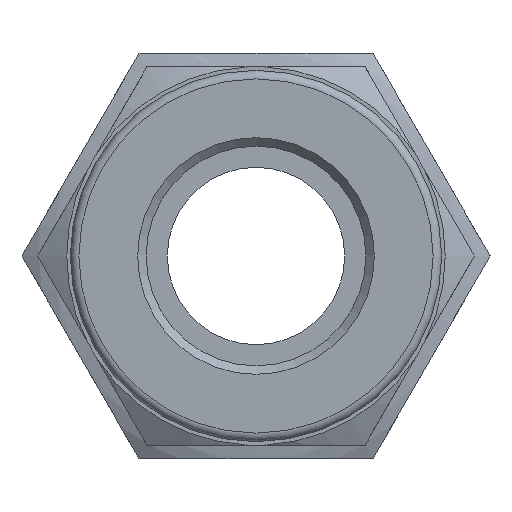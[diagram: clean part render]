
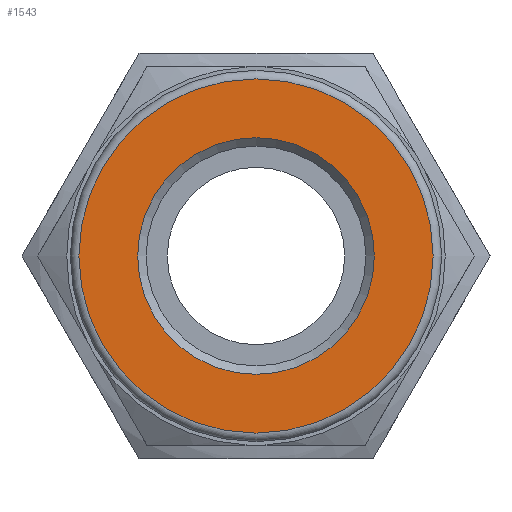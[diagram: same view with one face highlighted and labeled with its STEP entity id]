
A CAD part, left-side view. The second image highlights one B-rep face of the part: STEP entity #1543.
In plain terms, the highlighted planar face has unit normal (-1, 0, 0).
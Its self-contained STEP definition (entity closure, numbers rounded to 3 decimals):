
#101=FACE_BOUND('',#386,.T.);
#174=CIRCLE('',#1732,6.95);
#175=CIRCLE('',#1734,10.4);
#274=FACE_OUTER_BOUND('',#385,.T.);
#385=EDGE_LOOP('',(#1369));
#386=EDGE_LOOP('',(#1370));
#728=VERTEX_POINT('',#2813);
#729=VERTEX_POINT('',#2817);
#950=EDGE_CURVE('',#728,#728,#174,.T.);
#951=EDGE_CURVE('',#729,#729,#175,.T.);
#1369=ORIENTED_EDGE('',*,*,#951,.F.);
#1370=ORIENTED_EDGE('',*,*,#950,.T.);
#1450=PLANE('',#1733);
#1543=ADVANCED_FACE('',(#274,#101),#1450,.T.);
#1732=AXIS2_PLACEMENT_3D('',#2815,#2138,#2139);
#1733=AXIS2_PLACEMENT_3D('',#2816,#2140,#2141);
#1734=AXIS2_PLACEMENT_3D('',#2818,#2142,#2143);
#2138=DIRECTION('center_axis',(1.,0.,0.));
#2139=DIRECTION('ref_axis',(0.,0.,-1.));
#2140=DIRECTION('center_axis',(-1.,0.,0.));
#2141=DIRECTION('ref_axis',(0.,0.,1.));
#2142=DIRECTION('center_axis',(1.,0.,0.));
#2143=DIRECTION('ref_axis',(0.,0.,-1.));
#2813=CARTESIAN_POINT('',(0.,-6.95,0.));
#2815=CARTESIAN_POINT('Origin',(0.,0.,
0.));
#2816=CARTESIAN_POINT('Origin',(0.,10.4,0.));
#2817=CARTESIAN_POINT('',(0.,0.,10.4));
#2818=CARTESIAN_POINT('Origin',(0.,0.,
0.));
